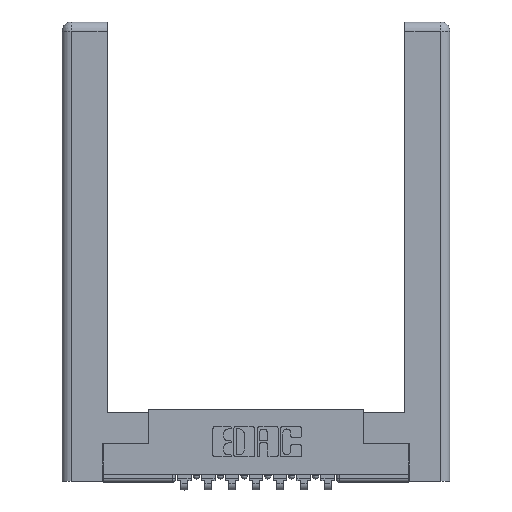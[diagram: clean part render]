
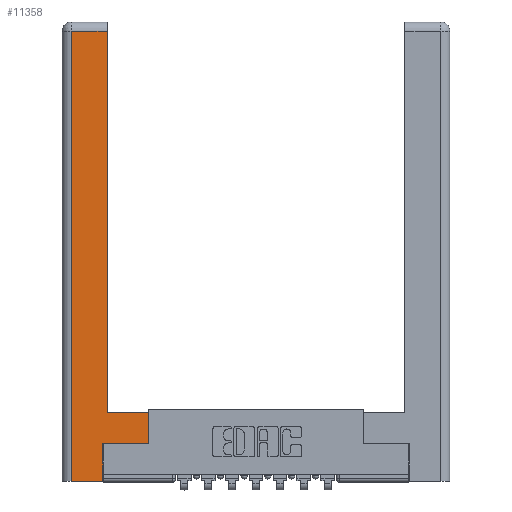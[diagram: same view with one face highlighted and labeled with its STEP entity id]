
A CAD part, top view. The second image highlights one B-rep face of the part: STEP entity #11358.
In plain terms, the highlighted planar face has unit normal (0, 0, 1).
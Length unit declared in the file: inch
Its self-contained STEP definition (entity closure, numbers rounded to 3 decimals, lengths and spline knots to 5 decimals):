
#236 = VERTEX_POINT ( 'NONE', #6742 ) ;
#499 = DIRECTION ( 'NONE',  ( 0., 0., -1. ) ) ;
#681 = LINE ( 'NONE', #10390, #5683 ) ;
#746 = VERTEX_POINT ( 'NONE', #8432 ) ;
#925 = VERTEX_POINT ( 'NONE', #3145 ) ;
#1162 = ORIENTED_EDGE ( 'NONE', *, *, #12934, .T. ) ;
#1265 = LINE ( 'NONE', #6640, #9306 ) ;
#1334 = DIRECTION ( 'NONE',  ( -1., 0., 0. ) ) ;
#1398 = VERTEX_POINT ( 'NONE', #12756 ) ;
#1465 = CARTESIAN_POINT ( 'NONE',  ( 0., 0., 0. ) ) ;
#1484 = DIRECTION ( 'NONE',  ( 0., 1., 0. ) ) ;
#1882 = LINE ( 'NONE', #6803, #7061 ) ;
#2000 = VERTEX_POINT ( 'NONE', #11601 ) ;
#2094 = EDGE_CURVE ( 'NONE', #2000, #746, #11330, .T. ) ;
#2592 = ORIENTED_EDGE ( 'NONE', *, *, #5145, .T. ) ;
#2834 = CARTESIAN_POINT ( 'NONE',  ( 0.0615, 2.94, 0. ) ) ;
#3145 = CARTESIAN_POINT ( 'NONE',  ( 0.265, 0., 0. ) ) ;
#3509 = CARTESIAN_POINT ( 'NONE',  ( 0.265, 0.245, 0. ) ) ;
#3632 = LINE ( 'NONE', #2834, #9016 ) ;
#3739 = ORIENTED_EDGE ( 'NONE', *, *, #7369, .T. ) ;
#3920 = AXIS2_PLACEMENT_3D ( 'NONE', #1465, #499, #9911 ) ;
#3932 = LINE ( 'NONE', #3509, #8812 ) ;
#5145 = EDGE_CURVE ( 'NONE', #1398, #236, #1265, .T. ) ;
#5424 = CARTESIAN_POINT ( 'NONE',  ( 0.0615, 2.94, 0. ) ) ;
#5683 = VECTOR ( 'NONE', #10350, 39.37008 ) ;
#5929 = DIRECTION ( 'NONE',  ( 0., -1., 0. ) ) ;
#6608 = EDGE_LOOP ( 'NONE', ( #1162, #9952, #3739, #11540, #10727, #2592, #8636, #6789 ) ) ;
#6640 = CARTESIAN_POINT ( 'NONE',  ( 0.565, 0.245, 0. ) ) ;
#6742 = CARTESIAN_POINT ( 'NONE',  ( 0.565, 0.245, 0. ) ) ;
#6789 = ORIENTED_EDGE ( 'NONE', *, *, #2094, .T. ) ;
#6803 = CARTESIAN_POINT ( 'NONE',  ( 0.295, 3., 0. ) ) ;
#6994 = VERTEX_POINT ( 'NONE', #8435 ) ;
#7061 = VECTOR ( 'NONE', #1484, 39.37008 ) ;
#7369 = EDGE_CURVE ( 'NONE', #8402, #10292, #11223, .T. ) ;
#8098 = EDGE_CURVE ( 'NONE', #10292, #925, #681, .T. ) ;
#8402 = VERTEX_POINT ( 'NONE', #5424 ) ;
#8432 = CARTESIAN_POINT ( 'NONE',  ( 0.295, 0.45, 0. ) ) ;
#8435 = CARTESIAN_POINT ( 'NONE',  ( 0.295, 2.94, 0. ) ) ;
#8636 = ORIENTED_EDGE ( 'NONE', *, *, #8846, .T. ) ;
#8768 = CARTESIAN_POINT ( 'NONE',  ( 0.295, 0.45, 0. ) ) ;
#8812 = VECTOR ( 'NONE', #13135, 39.37008 ) ;
#8846 = EDGE_CURVE ( 'NONE', #236, #2000, #9510, .T. ) ;
#9016 = VECTOR ( 'NONE', #9080, 39.37008 ) ;
#9030 = VECTOR ( 'NONE', #11685, 39.37008 ) ;
#9048 = PLANE ( 'NONE',  #3920 ) ;
#9080 = DIRECTION ( 'NONE',  ( -1., 0., 0. ) ) ;
#9261 = EDGE_CURVE ( 'NONE', #6994, #8402, #3632, .T. ) ;
#9306 = VECTOR ( 'NONE', #10806, 39.37008 ) ;
#9510 = LINE ( 'NONE', #12646, #9030 ) ;
#9911 = DIRECTION ( 'NONE',  ( -1., 0., 0. ) ) ;
#9952 = ORIENTED_EDGE ( 'NONE', *, *, #9261, .T. ) ;
#10292 = VERTEX_POINT ( 'NONE', #10312 ) ;
#10312 = CARTESIAN_POINT ( 'NONE',  ( 0.0615, 0., 0. ) ) ;
#10350 = DIRECTION ( 'NONE',  ( 1., 0., 0. ) ) ;
#10390 = CARTESIAN_POINT ( 'NONE',  ( 0.265, 0., 0. ) ) ;
#10710 = EDGE_CURVE ( 'NONE', #925, #1398, #3932, .T. ) ;
#10727 = ORIENTED_EDGE ( 'NONE', *, *, #10710, .T. ) ;
#10806 = DIRECTION ( 'NONE',  ( 1., 0., 0. ) ) ;
#11223 = LINE ( 'NONE', #12323, #13551 ) ;
#11330 = LINE ( 'NONE', #8768, #11487 ) ;
#11358 = ADVANCED_FACE ( 'NONE', ( #13109 ), #9048, .F. ) ;
#11487 = VECTOR ( 'NONE', #1334, 39.37008 ) ;
#11540 = ORIENTED_EDGE ( 'NONE', *, *, #8098, .T. ) ;
#11601 = CARTESIAN_POINT ( 'NONE',  ( 0.565, 0.45, 0. ) ) ;
#11685 = DIRECTION ( 'NONE',  ( 0., 1., 0. ) ) ;
#12323 = CARTESIAN_POINT ( 'NONE',  ( 0.0615, 0., 0. ) ) ;
#12646 = CARTESIAN_POINT ( 'NONE',  ( 0.565, 0.45, 0. ) ) ;
#12756 = CARTESIAN_POINT ( 'NONE',  ( 0.265, 0.245, 0. ) ) ;
#12934 = EDGE_CURVE ( 'NONE', #746, #6994, #1882, .T. ) ;
#13109 = FACE_OUTER_BOUND ( 'NONE', #6608, .T. ) ;
#13135 = DIRECTION ( 'NONE',  ( 0., 1., 0. ) ) ;
#13551 = VECTOR ( 'NONE', #5929, 39.37008 ) ;
